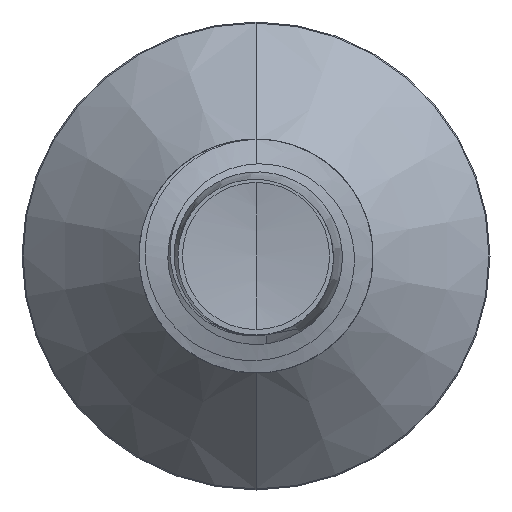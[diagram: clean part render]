
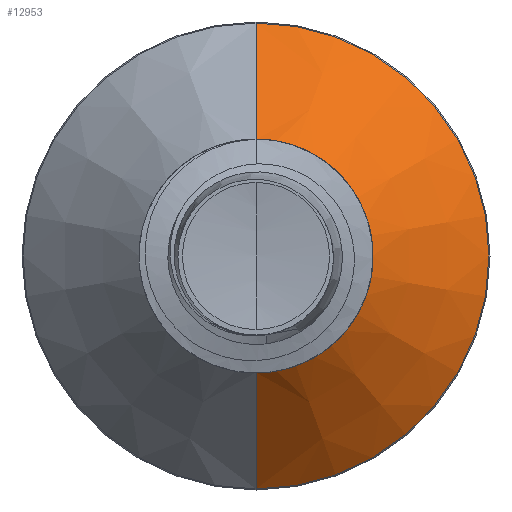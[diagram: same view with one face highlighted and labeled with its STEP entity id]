
A CAD part, front view. The second image highlights one B-rep face of the part: STEP entity #12953.
In plain terms, the highlighted conical face has half-angle 45 degrees and reference radius 0.996 mm.
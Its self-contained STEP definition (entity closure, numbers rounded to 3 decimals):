
#421 = CARTESIAN_POINT ( 'NONE',  ( 0., 5.146, -0.996 ) ) ;
#837 = EDGE_CURVE ( 'NONE', #12333, #7247, #16637, .T. ) ;
#1319 = CARTESIAN_POINT ( 'NONE',  ( 0., 5.146, 0. ) ) ;
#3308 = CARTESIAN_POINT ( 'NONE',  ( 0., 6.141, 1.991 ) ) ;
#3348 = CARTESIAN_POINT ( 'NONE',  ( 0., 5.146, 0. ) ) ;
#3766 = DIRECTION ( 'NONE',  ( 0., 0., 1. ) ) ;
#3771 = DIRECTION ( 'NONE',  ( 0., 1., 0. ) ) ;
#4628 = AXIS2_PLACEMENT_3D ( 'NONE', #1319, #16404, #6946 ) ;
#5538 = CIRCLE ( 'NONE', #8198, 1.991 ) ;
#5726 = EDGE_CURVE ( 'NONE', #8287, #8664, #5538, .T. ) ;
#6265 = CARTESIAN_POINT ( 'NONE',  ( 0., 5.146, 0.996 ) ) ;
#6303 = EDGE_CURVE ( 'NONE', #12333, #8287, #15825, .T. ) ;
#6402 = EDGE_CURVE ( 'NONE', #7247, #8664, #11807, .T. ) ;
#6946 = DIRECTION ( 'NONE',  ( 0., 0., 1. ) ) ;
#7247 = VERTEX_POINT ( 'NONE', #421 ) ;
#7460 = VECTOR ( 'NONE', #10472, 1000. ) ;
#7952 = ORIENTED_EDGE ( 'NONE', *, *, #5726, .F. ) ;
#8198 = AXIS2_PLACEMENT_3D ( 'NONE', #9369, #19839, #10942 ) ;
#8287 = VERTEX_POINT ( 'NONE', #3308 ) ;
#8664 = VERTEX_POINT ( 'NONE', #19577 ) ;
#9369 = CARTESIAN_POINT ( 'NONE',  ( 0., 6.141, 0. ) ) ;
#10472 = DIRECTION ( 'NONE',  ( 0., 0.707, 0.707 ) ) ;
#10528 = FACE_OUTER_BOUND ( 'NONE', #17559, .T. ) ;
#10942 = DIRECTION ( 'NONE',  ( 0., 0., 1. ) ) ;
#11306 = VECTOR ( 'NONE', #15043, 1000. ) ;
#11807 = LINE ( 'NONE', #17748, #11306 ) ;
#12333 = VERTEX_POINT ( 'NONE', #6265 ) ;
#12953 = ADVANCED_FACE ( 'NONE', ( #10528 ), #16232, .T. ) ;
#13351 = CARTESIAN_POINT ( 'NONE',  ( 0., 5.146, 0.996 ) ) ;
#13634 = ORIENTED_EDGE ( 'NONE', *, *, #6303, .F. ) ;
#15043 = DIRECTION ( 'NONE',  ( 0., 0.707, -0.707 ) ) ;
#15064 = AXIS2_PLACEMENT_3D ( 'NONE', #3348, #3771, #3766 ) ;
#15258 = ORIENTED_EDGE ( 'NONE', *, *, #6402, .T. ) ;
#15825 = LINE ( 'NONE', #13351, #7460 ) ;
#16232 = CONICAL_SURFACE ( 'NONE', #4628, 0.996, 0.785 ) ;
#16404 = DIRECTION ( 'NONE',  ( 0., 1., 0. ) ) ;
#16637 = CIRCLE ( 'NONE', #15064, 0.996 ) ;
#17559 = EDGE_LOOP ( 'NONE', ( #18618, #15258, #7952, #13634 ) ) ;
#17748 = CARTESIAN_POINT ( 'NONE',  ( 0., 5.146, -0.996 ) ) ;
#18618 = ORIENTED_EDGE ( 'NONE', *, *, #837, .T. ) ;
#19577 = CARTESIAN_POINT ( 'NONE',  ( 0., 6.141, -1.991 ) ) ;
#19839 = DIRECTION ( 'NONE',  ( 0., 1., 0. ) ) ;
